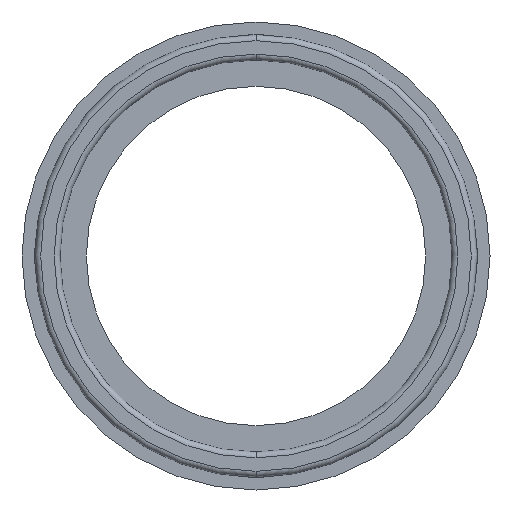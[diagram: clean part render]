
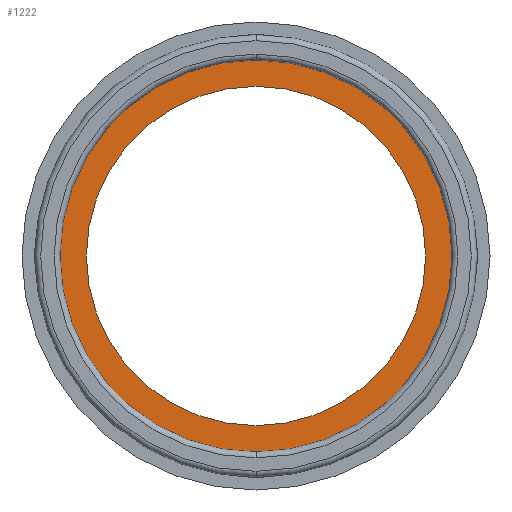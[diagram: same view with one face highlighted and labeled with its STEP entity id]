
A CAD part, front view. The second image highlights one B-rep face of the part: STEP entity #1222.
In plain terms, the highlighted planar face has unit normal (0, -1, 0).
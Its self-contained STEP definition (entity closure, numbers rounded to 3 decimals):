
#5 = CIRCLE ( 'NONE', #879, 29. ) ;
#31 = CARTESIAN_POINT ( 'NONE',  ( 0., 0., 0. ) ) ;
#45 = AXIS2_PLACEMENT_3D ( 'NONE', #402, #1103, #289 ) ;
#51 = CARTESIAN_POINT ( 'NONE',  ( 0., 0., 0. ) ) ;
#68 = VERTEX_POINT ( 'NONE', #678 ) ;
#81 = EDGE_CURVE ( 'NONE', #68, #995, #1105, .T. ) ;
#125 = EDGE_CURVE ( 'NONE', #1127, #1096, #427, .T. ) ;
#228 = CARTESIAN_POINT ( 'NONE',  ( 0., 0., 29. ) ) ;
#260 = CARTESIAN_POINT ( 'NONE',  ( 0., 0., 0. ) ) ;
#263 = AXIS2_PLACEMENT_3D ( 'NONE', #51, #1168, #649 ) ;
#287 = AXIS2_PLACEMENT_3D ( 'NONE', #260, #769, #982 ) ;
#289 = DIRECTION ( 'NONE',  ( 0., 0., -1. ) ) ;
#320 = ORIENTED_EDGE ( 'NONE', *, *, #453, .T. ) ;
#339 = DIRECTION ( 'NONE',  ( 0., 0., 1. ) ) ;
#402 = CARTESIAN_POINT ( 'NONE',  ( 0., 0., 0. ) ) ;
#427 = CIRCLE ( 'NONE', #287, 29. ) ;
#453 = EDGE_CURVE ( 'NONE', #995, #68, #619, .T. ) ;
#486 = CARTESIAN_POINT ( 'NONE',  ( 0., 0., 33.5 ) ) ;
#584 = EDGE_LOOP ( 'NONE', ( #320, #1089 ) ) ;
#610 = EDGE_CURVE ( 'NONE', #1096, #1127, #5, .T. ) ;
#619 = CIRCLE ( 'NONE', #45, 33.5 ) ;
#622 = CARTESIAN_POINT ( 'NONE',  ( 0., 0., -29. ) ) ;
#649 = DIRECTION ( 'NONE',  ( 0., 0., -1. ) ) ;
#678 = CARTESIAN_POINT ( 'NONE',  ( 0., 0., -33.5 ) ) ;
#708 = AXIS2_PLACEMENT_3D ( 'NONE', #31, #1244, #339 ) ;
#719 = PLANE ( 'NONE',  #708 ) ;
#769 = DIRECTION ( 'NONE',  ( 0., 1., 0. ) ) ;
#788 = CARTESIAN_POINT ( 'NONE',  ( 0., 0., 0. ) ) ;
#823 = EDGE_LOOP ( 'NONE', ( #1146, #1287 ) ) ;
#879 = AXIS2_PLACEMENT_3D ( 'NONE', #788, #886, #1284 ) ;
#886 = DIRECTION ( 'NONE',  ( 0., 1., 0. ) ) ;
#945 = FACE_BOUND ( 'NONE', #823, .T. ) ;
#982 = DIRECTION ( 'NONE',  ( 0., 0., 1. ) ) ;
#995 = VERTEX_POINT ( 'NONE', #486 ) ;
#1089 = ORIENTED_EDGE ( 'NONE', *, *, #81, .T. ) ;
#1096 = VERTEX_POINT ( 'NONE', #622 ) ;
#1103 = DIRECTION ( 'NONE',  ( 0., -1., 0. ) ) ;
#1105 = CIRCLE ( 'NONE', #263, 33.5 ) ;
#1127 = VERTEX_POINT ( 'NONE', #228 ) ;
#1138 = FACE_OUTER_BOUND ( 'NONE', #584, .T. ) ;
#1146 = ORIENTED_EDGE ( 'NONE', *, *, #610, .T. ) ;
#1168 = DIRECTION ( 'NONE',  ( 0., -1., 0. ) ) ;
#1222 = ADVANCED_FACE ( 'NONE', ( #945, #1138 ), #719, .F. ) ;
#1244 = DIRECTION ( 'NONE',  ( 0., 1., 0. ) ) ;
#1284 = DIRECTION ( 'NONE',  ( 0., 0., 1. ) ) ;
#1287 = ORIENTED_EDGE ( 'NONE', *, *, #125, .T. ) ;
